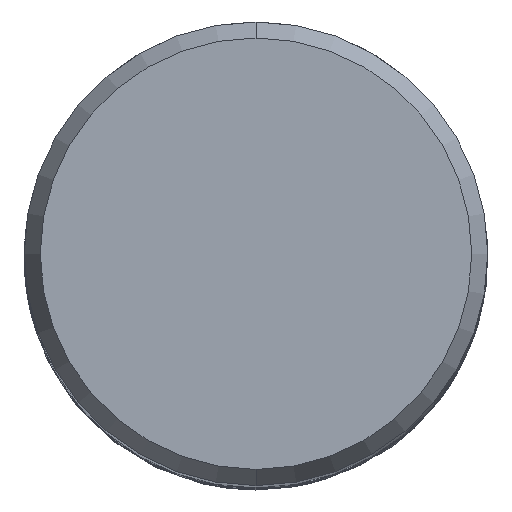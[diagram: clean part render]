
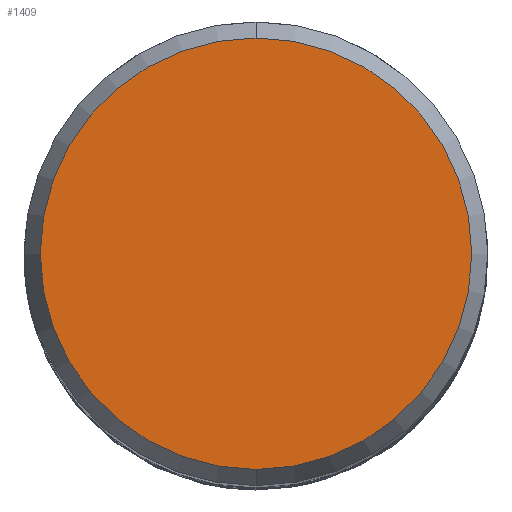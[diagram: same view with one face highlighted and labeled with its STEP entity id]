
A CAD part, top view. The second image highlights one B-rep face of the part: STEP entity #1409.
In plain terms, the highlighted planar face has unit normal (0, 0, 1).
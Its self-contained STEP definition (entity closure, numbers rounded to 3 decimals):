
#933=VERTEX_POINT('',#1996);
#941=VERTEX_POINT('',#2005);
#1227=EDGE_CURVE('',#941,#933,#2312,.T.);
#1409=ADVANCED_FACE('',(#2510),#2511,.T.);
#1477=EDGE_CURVE('',#933,#941,#2586,.T.);
#1996=CARTESIAN_POINT('',(0.,-9.307,0.0));
#2005=CARTESIAN_POINT('',(0.0,9.307,0.0));
#2312=CIRCLE('',#14737,9.307);
#2510=FACE_OUTER_BOUND('',#17591,.T.);
#2511=PLANE('',#17592);
#2586=CIRCLE('',#18712,9.307);
#14737=AXIS2_PLACEMENT_3D('',#21107,#21108,#21109);
#17591=EDGE_LOOP('',(#21301,#21302));
#17592=AXIS2_PLACEMENT_3D('',#21303,#21304,#21305);
#18712=AXIS2_PLACEMENT_3D('',#21394,#21395,#21396);
#21107=CARTESIAN_POINT('',(0.0,0.0,0.0));
#21108=DIRECTION('',(0.0,0.0,-1.0));
#21109=DIRECTION('',(0.0,1.0,0.0));
#21301=ORIENTED_EDGE('',*,*,#1227,.F.);
#21302=ORIENTED_EDGE('',*,*,#1477,.F.);
#21303=CARTESIAN_POINT('',(0.0,4.654,0.0));
#21304=DIRECTION('',(-0.0,0.0,1.0));
#21305=DIRECTION('',(0.0,-1.0,0.0));
#21394=CARTESIAN_POINT('',(0.0,0.0,0.0));
#21395=DIRECTION('',(0.0,0.0,-1.0));
#21396=DIRECTION('',(0.0,1.0,0.0));
